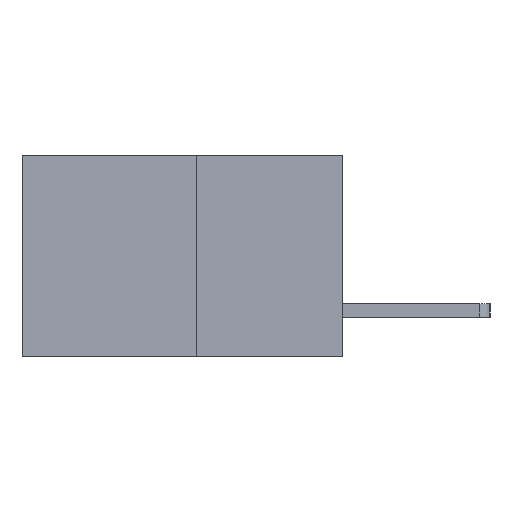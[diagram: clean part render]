
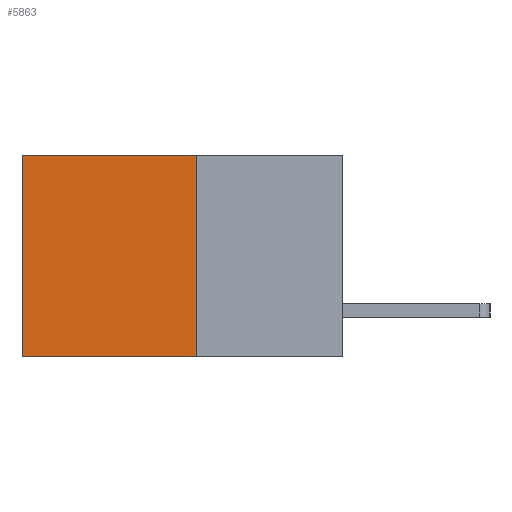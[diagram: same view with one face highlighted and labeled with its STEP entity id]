
A CAD part, left-side view. The second image highlights one B-rep face of the part: STEP entity #5863.
In plain terms, the highlighted planar face has unit normal (-1, 0, 0).
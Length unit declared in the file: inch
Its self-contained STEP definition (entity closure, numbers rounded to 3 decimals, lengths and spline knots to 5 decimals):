
#123 = ORIENTED_EDGE ( 'NONE', *, *, #10430, .T. ) ;
#230 = ORIENTED_EDGE ( 'NONE', *, *, #7378, .T. ) ;
#443 = VERTEX_POINT ( 'NONE', #1070 ) ;
#859 = LINE ( 'NONE', #5241, #1121 ) ;
#1070 = CARTESIAN_POINT ( 'NONE',  ( 0.277, 0.59, 0. ) ) ;
#1121 = VECTOR ( 'NONE', #6077, 39.37008 ) ;
#1345 = CARTESIAN_POINT ( 'NONE',  ( 0.277, 0.27, -0.37 ) ) ;
#1462 = FACE_OUTER_BOUND ( 'NONE', #7110, .T. ) ;
#2240 = VERTEX_POINT ( 'NONE', #9493 ) ;
#2345 = VERTEX_POINT ( 'NONE', #2572 ) ;
#2572 = CARTESIAN_POINT ( 'NONE',  ( 0.277, 0.59, -0.37 ) ) ;
#2692 = LINE ( 'NONE', #8139, #4612 ) ;
#2742 = ORIENTED_EDGE ( 'NONE', *, *, #6329, .F. ) ;
#3020 = DIRECTION ( 'NONE',  ( 0., 0., -1. ) ) ;
#3272 = VECTOR ( 'NONE', #9844, 39.37008 ) ;
#4054 = DIRECTION ( 'NONE',  ( 0., 1., 0. ) ) ;
#4536 = CARTESIAN_POINT ( 'NONE',  ( 0.277, 0.27, -0.37 ) ) ;
#4612 = VECTOR ( 'NONE', #4054, 39.37008 ) ;
#4654 = ORIENTED_EDGE ( 'NONE', *, *, #10616, .F. ) ;
#4921 = CARTESIAN_POINT ( 'NONE',  ( 0.277, 0.59, -0.37 ) ) ;
#5240 = CARTESIAN_POINT ( 'NONE',  ( 0.277, 0.27, -0.37 ) ) ;
#5241 = CARTESIAN_POINT ( 'NONE',  ( 0.277, 0.27, -0.37 ) ) ;
#5589 = VECTOR ( 'NONE', #8488, 39.37008 ) ;
#5863 = ADVANCED_FACE ( 'NONE', ( #1462 ), #10371, .F. ) ;
#6077 = DIRECTION ( 'NONE',  ( 0., 1., 0. ) ) ;
#6329 = EDGE_CURVE ( 'NONE', #2240, #9494, #9697, .T. ) ;
#7110 = EDGE_LOOP ( 'NONE', ( #230, #4654, #2742, #123 ) ) ;
#7269 = AXIS2_PLACEMENT_3D ( 'NONE', #1345, #7926, #3020 ) ;
#7378 = EDGE_CURVE ( 'NONE', #443, #2345, #9281, .T. ) ;
#7926 = DIRECTION ( 'NONE',  ( 1., 0., 0. ) ) ;
#8139 = CARTESIAN_POINT ( 'NONE',  ( 0.277, 0.27, 0. ) ) ;
#8488 = DIRECTION ( 'NONE',  ( 0., 0., -1. ) ) ;
#9281 = LINE ( 'NONE', #4921, #3272 ) ;
#9493 = CARTESIAN_POINT ( 'NONE',  ( 0.277, 0.27, 0. ) ) ;
#9494 = VERTEX_POINT ( 'NONE', #4536 ) ;
#9697 = LINE ( 'NONE', #5240, #5589 ) ;
#9844 = DIRECTION ( 'NONE',  ( 0., 0., -1. ) ) ;
#10371 = PLANE ( 'NONE',  #7269 ) ;
#10430 = EDGE_CURVE ( 'NONE', #2240, #443, #2692, .T. ) ;
#10616 = EDGE_CURVE ( 'NONE', #9494, #2345, #859, .T. ) ;
